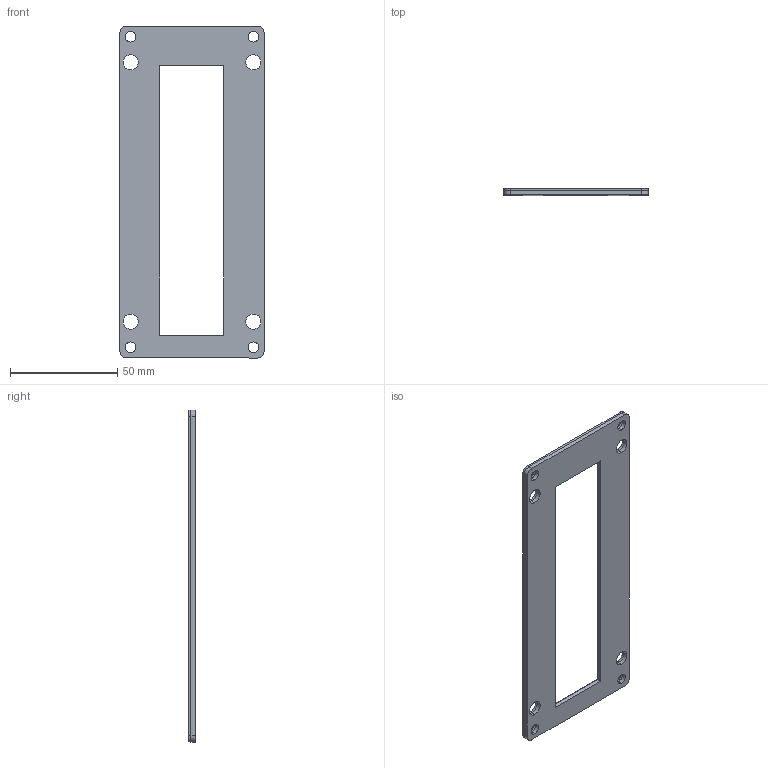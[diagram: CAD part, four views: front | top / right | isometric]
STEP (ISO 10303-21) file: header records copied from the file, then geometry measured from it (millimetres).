
FILE_DESCRIPTION (( 'STEP AP214' ), '1' );
FILE_NAME ('A0000004467.STEP', '2025-11-04T08:42:19', ( 'Microsoft' ), ( 'Microsoft' ), 'SwSTEP 2.0', 'SolidWorks 2025', '' );
FILE_SCHEMA (( 'AUTOMOTIVE_DESIGN' ));
Length unit declared in the file: millimetre
Products named in the file (3): P0000009467; P0000009468; A0000004467
Assembly tree (2 placements, depth 2):
  A0000004467
    P0000009467
    P0000009468
Bounding box: 67.3 x 3 x 155 mm (x, y, z)
Volume: 16628.4 mm3; surface area: 23193.5 mm2
Topology: 2 solids, 2 shells, 60 faces, 168 edges, 112 vertices
Faces by surface type: cylinder 40, plane 20
Entity records: 2132 total; most frequent: DIRECTION 378, CARTESIAN_POINT 345, ORIENTED_EDGE 336, EDGE_CURVE 168, AXIS2_PLACEMENT_3D 145, VERTEX_POINT 112, EDGE_LOOP 96, VECTOR 88
